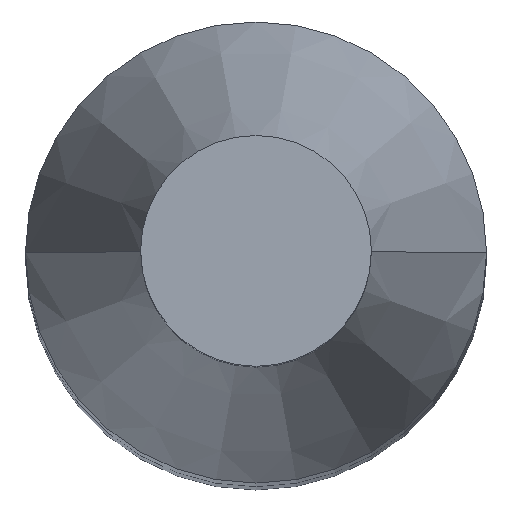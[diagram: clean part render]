
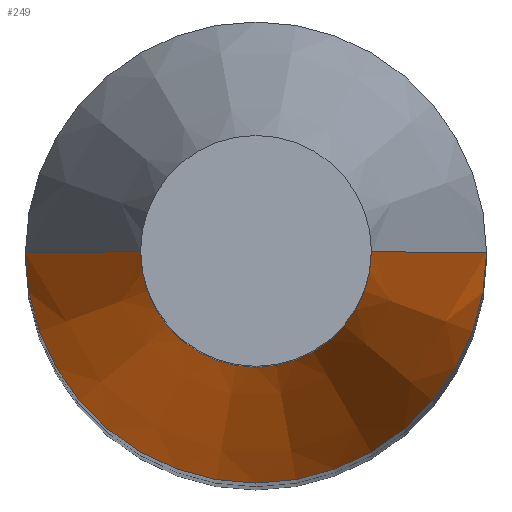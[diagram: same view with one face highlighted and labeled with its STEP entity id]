
A CAD part, top view. The second image highlights one B-rep face of the part: STEP entity #249.
In plain terms, the highlighted conical face has half-angle 15 degrees and reference radius 0.751 mm.
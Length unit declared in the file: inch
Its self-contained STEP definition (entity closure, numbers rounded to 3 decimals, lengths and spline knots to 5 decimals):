
#6 = DIRECTION ( 'NONE',  ( 0., 0., -1. ) ) ;
#26 = CARTESIAN_POINT ( 'NONE',  ( -0.02955, 0., -0.128 ) ) ;
#118 = LINE ( 'NONE', #26, #453 ) ;
#167 = VERTEX_POINT ( 'NONE', #646 ) ;
#209 = CARTESIAN_POINT ( 'NONE',  ( 0., 0., -0.2381 ) ) ;
#211 = DIRECTION ( 'NONE',  ( 0., 0., 1. ) ) ;
#249 = ADVANCED_FACE ( 'NONE', ( #840 ), #887, .T. ) ;
#251 = VERTEX_POINT ( 'NONE', #383 ) ;
#277 = ORIENTED_EDGE ( 'NONE', *, *, #799, .F. ) ;
#336 = AXIS2_PLACEMENT_3D ( 'NONE', #209, #211, #356 ) ;
#356 = DIRECTION ( 'NONE',  ( 1., 0., 0. ) ) ;
#368 = VERTEX_POINT ( 'NONE', #633 ) ;
#369 = CARTESIAN_POINT ( 'NONE',  ( 0.02955, 0., -0.128 ) ) ;
#383 = CARTESIAN_POINT ( 'NONE',  ( 0.02955, 0., -0.128 ) ) ;
#401 = CARTESIAN_POINT ( 'NONE',  ( 0., 0., -0.128 ) ) ;
#424 = CIRCLE ( 'NONE', #704, 0.02955 ) ;
#453 = VECTOR ( 'NONE', #639, 39.37008 ) ;
#455 = VECTOR ( 'NONE', #963, 39.37008 ) ;
#458 = ORIENTED_EDGE ( 'NONE', *, *, #648, .T. ) ;
#461 = EDGE_CURVE ( 'NONE', #167, #368, #118, .T. ) ;
#470 = VERTEX_POINT ( 'NONE', #626 ) ;
#474 = DIRECTION ( 'NONE',  ( 1., 0., 0. ) ) ;
#591 = EDGE_CURVE ( 'NONE', #251, #470, #650, .T. ) ;
#611 = EDGE_LOOP ( 'NONE', ( #277, #808, #458, #813 ) ) ;
#626 = CARTESIAN_POINT ( 'NONE',  ( 0.05905, 0., -0.2381 ) ) ;
#633 = CARTESIAN_POINT ( 'NONE',  ( -0.05905, 0., -0.2381 ) ) ;
#639 = DIRECTION ( 'NONE',  ( -0.259, 0., -0.966 ) ) ;
#646 = CARTESIAN_POINT ( 'NONE',  ( -0.02955, 0., -0.128 ) ) ;
#648 = EDGE_CURVE ( 'NONE', #368, #470, #906, .T. ) ;
#650 = LINE ( 'NONE', #369, #455 ) ;
#691 = DIRECTION ( 'NONE',  ( 1., 0., 0. ) ) ;
#704 = AXIS2_PLACEMENT_3D ( 'NONE', #401, #739, #691 ) ;
#739 = DIRECTION ( 'NONE',  ( 0., 0., 1. ) ) ;
#779 = AXIS2_PLACEMENT_3D ( 'NONE', #830, #6, #474 ) ;
#799 = EDGE_CURVE ( 'NONE', #167, #251, #424, .T. ) ;
#808 = ORIENTED_EDGE ( 'NONE', *, *, #461, .T. ) ;
#813 = ORIENTED_EDGE ( 'NONE', *, *, #591, .F. ) ;
#830 = CARTESIAN_POINT ( 'NONE',  ( 0., 0., -0.128 ) ) ;
#840 = FACE_OUTER_BOUND ( 'NONE', #611, .T. ) ;
#887 = CONICAL_SURFACE ( 'NONE', #779, 0.02955, 0.262 ) ;
#906 = CIRCLE ( 'NONE', #336, 0.05905 ) ;
#963 = DIRECTION ( 'NONE',  ( 0.259, 0., -0.966 ) ) ;
